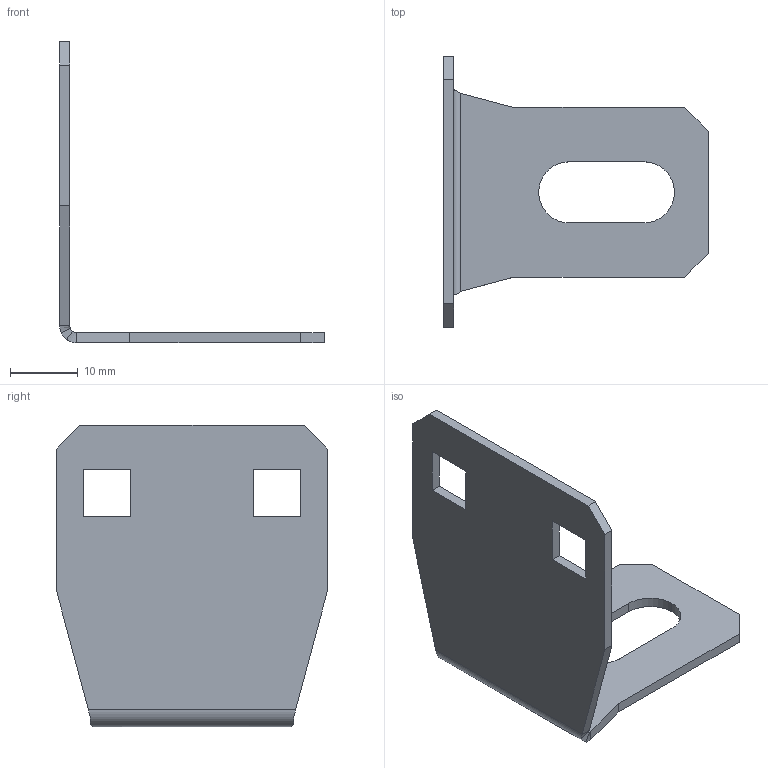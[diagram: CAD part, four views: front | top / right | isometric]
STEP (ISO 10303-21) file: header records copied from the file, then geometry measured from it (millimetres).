
FILE_DESCRIPTION (( 'STEP AP214' ), '1' );
FILE_NAME ('YKV-K-DIN-45 Êðîíøòåéí-45 äëÿ DIN-ðåéêè SMART (êîìï. 2øò.).STEP', '2020-02-19T08:43:34', ( '' ), ( '' ), 'SwSTEP 2.0', 'SolidWorks 2017', '' );
FILE_SCHEMA (( 'AUTOMOTIVE_DESIGN' ));
Length unit declared in the file: millimetre
Products named in the file (1): YKV-K-DIN-45 Êðîíøòåéí-45 äëÿ DIN-ðåéêè SMART (êîìï. 2øò.)
Bounding box: 39 x 40 x 44.4 mm (x, y, z)
Volume: 3477.7 mm3; surface area: 5128.1 mm2
Topology: 1 solids, 1 shells, 39 faces, 103 edges, 66 vertices
Faces by surface type: plane 30, cylinder 5, bspline 4
Entity records: 1321 total; most frequent: CARTESIAN_POINT 341, ORIENTED_EDGE 206, DIRECTION 177, EDGE_CURVE 103, VECTOR 85, LINE 85, VERTEX_POINT 66, AXIS2_PLACEMENT_3D 46
